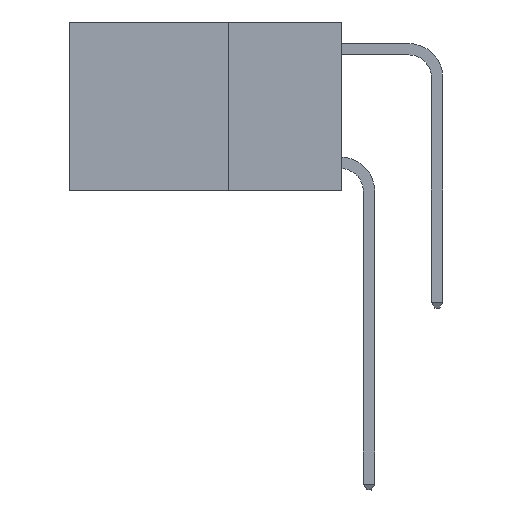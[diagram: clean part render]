
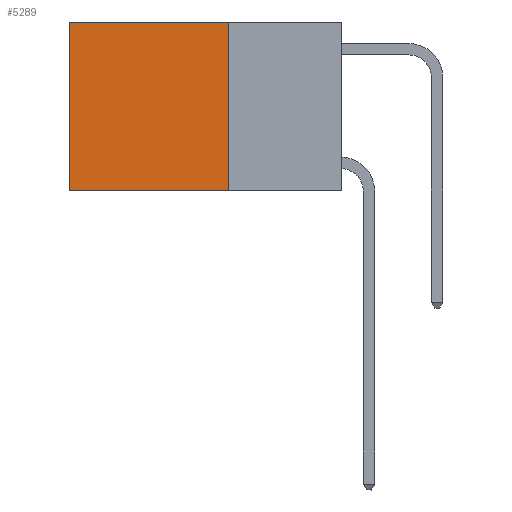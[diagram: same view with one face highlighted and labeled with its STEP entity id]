
A CAD part, left-side view. The second image highlights one B-rep face of the part: STEP entity #5289.
In plain terms, the highlighted planar face has unit normal (-1, 0, 0).
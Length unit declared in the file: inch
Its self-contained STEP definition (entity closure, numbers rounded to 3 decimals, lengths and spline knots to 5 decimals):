
#1808 = VECTOR ( 'NONE', #13425, 39.37008 ) ;
#1995 = VERTEX_POINT ( 'NONE', #5141 ) ;
#2341 = CARTESIAN_POINT ( 'NONE',  ( 0.2625, 0.6, 0. ) ) ;
#2702 = VECTOR ( 'NONE', #5070, 39.37008 ) ;
#3469 = CARTESIAN_POINT ( 'NONE',  ( 0.2625, 0.25, 0. ) ) ;
#3471 = CARTESIAN_POINT ( 'NONE',  ( 0.2625, 0.25, 0. ) ) ;
#3929 = CARTESIAN_POINT ( 'NONE',  ( 0.2625, 0.25, 0. ) ) ;
#4586 = LINE ( 'NONE', #2341, #5507 ) ;
#5070 = DIRECTION ( 'NONE',  ( 0., 0., -1. ) ) ;
#5141 = CARTESIAN_POINT ( 'NONE',  ( 0.2625, 0.25, -0.37 ) ) ;
#5289 = ADVANCED_FACE ( 'NONE', ( #7662 ), #6508, .F. ) ;
#5507 = VECTOR ( 'NONE', #12588, 39.37008 ) ;
#5806 = LINE ( 'NONE', #16176, #1808 ) ;
#5955 = VECTOR ( 'NONE', #8868, 39.37008 ) ;
#6508 = PLANE ( 'NONE',  #10459 ) ;
#6648 = LINE ( 'NONE', #3471, #2702 ) ;
#6661 = EDGE_CURVE ( 'NONE', #17890, #9960, #5806, .T. ) ;
#7434 = CARTESIAN_POINT ( 'NONE',  ( 0.2625, 0.25, -0.37 ) ) ;
#7486 = EDGE_CURVE ( 'NONE', #17890, #1995, #6648, .T. ) ;
#7662 = FACE_OUTER_BOUND ( 'NONE', #13439, .T. ) ;
#7952 = DIRECTION ( 'NONE',  ( 0., 0., -1. ) ) ;
#8795 = EDGE_CURVE ( 'NONE', #9960, #16752, #4586, .T. ) ;
#8868 = DIRECTION ( 'NONE',  ( 0., 1., 0. ) ) ;
#9044 = ORIENTED_EDGE ( 'NONE', *, *, #8795, .T. ) ;
#9641 = ORIENTED_EDGE ( 'NONE', *, *, #12700, .F. ) ;
#9784 = ORIENTED_EDGE ( 'NONE', *, *, #7486, .F. ) ;
#9960 = VERTEX_POINT ( 'NONE', #12098 ) ;
#10137 = ORIENTED_EDGE ( 'NONE', *, *, #6661, .T. ) ;
#10444 = CARTESIAN_POINT ( 'NONE',  ( 0.2625, 0.6, -0.37 ) ) ;
#10459 = AXIS2_PLACEMENT_3D ( 'NONE', #3469, #16512, #7952 ) ;
#12098 = CARTESIAN_POINT ( 'NONE',  ( 0.2625, 0.6, 0. ) ) ;
#12588 = DIRECTION ( 'NONE',  ( 0., 0., -1. ) ) ;
#12700 = EDGE_CURVE ( 'NONE', #1995, #16752, #13634, .T. ) ;
#13425 = DIRECTION ( 'NONE',  ( 0., 1., 0. ) ) ;
#13439 = EDGE_LOOP ( 'NONE', ( #9044, #9641, #9784, #10137 ) ) ;
#13634 = LINE ( 'NONE', #7434, #5955 ) ;
#16176 = CARTESIAN_POINT ( 'NONE',  ( 0.2625, 0.25, 0. ) ) ;
#16512 = DIRECTION ( 'NONE',  ( 1., 0., 0. ) ) ;
#16752 = VERTEX_POINT ( 'NONE', #10444 ) ;
#17890 = VERTEX_POINT ( 'NONE', #3929 ) ;
